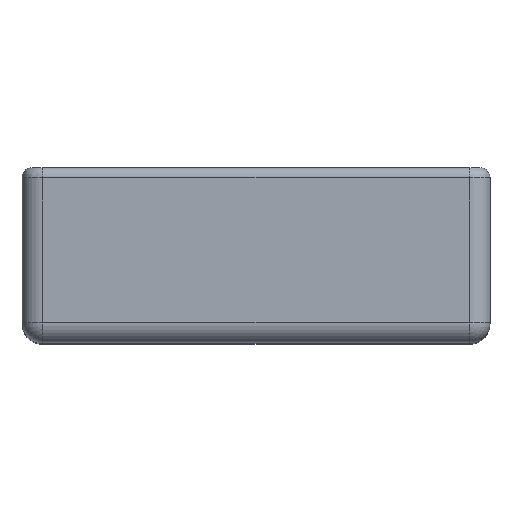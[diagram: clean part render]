
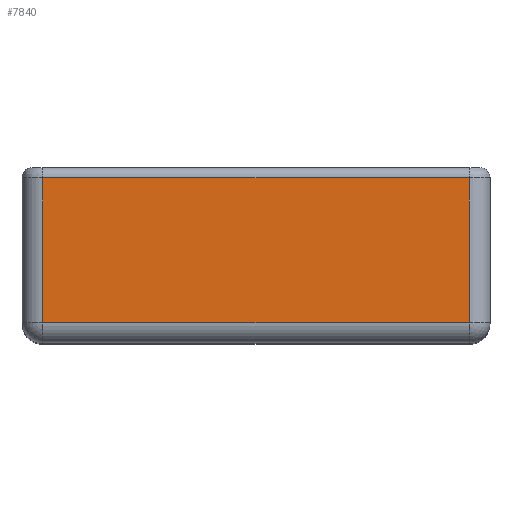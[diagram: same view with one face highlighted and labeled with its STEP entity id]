
A CAD part, top view. The second image highlights one B-rep face of the part: STEP entity #7840.
In plain terms, the highlighted planar face has unit normal (0, 0, 1).
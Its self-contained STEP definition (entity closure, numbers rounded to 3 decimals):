
#1035=FACE_OUTER_BOUND('',#1506,.T.);
#1506=EDGE_LOOP('',(#7146,#7147,#7148,#7149));
#2203=LINE('',#13754,#2967);
#2206=LINE('',#13786,#2970);
#2271=LINE('',#13943,#3035);
#2273=LINE('',#13956,#3037);
#2967=VECTOR('',#9401,10.);
#2970=VECTOR('',#9418,10.);
#3035=VECTOR('',#9581,10.);
#3037=VECTOR('',#9601,10.);
#3733=VERTEX_POINT('',#13747);
#3734=VERTEX_POINT('',#13751);
#3738=VERTEX_POINT('',#13784);
#3781=VERTEX_POINT('',#13941);
#4819=EDGE_CURVE('',#3733,#3734,#2203,.T.);
#4827=EDGE_CURVE('',#3738,#3733,#2206,.T.);
#4905=EDGE_CURVE('',#3781,#3738,#2271,.T.);
#4911=EDGE_CURVE('',#3734,#3781,#2273,.T.);
#7146=ORIENTED_EDGE('',*,*,#4819,.F.);
#7147=ORIENTED_EDGE('',*,*,#4827,.F.);
#7148=ORIENTED_EDGE('',*,*,#4905,.F.);
#7149=ORIENTED_EDGE('',*,*,#4911,.F.);
#7413=PLANE('',#8189);
#7840=ADVANCED_FACE('',(#1035),#7413,.T.);
#8189=AXIS2_PLACEMENT_3D('',#13955,#9599,#9600);
#9401=DIRECTION('',(1.,0.,0.));
#9418=DIRECTION('',(0.,1.,0.));
#9581=DIRECTION('',(-1.,0.,0.));
#9599=DIRECTION('center_axis',(0.,0.,1.));
#9600=DIRECTION('ref_axis',(1.,0.,0.));
#9601=DIRECTION('',(0.,-1.,0.));
#13747=CARTESIAN_POINT('',(-20.6,16.,27.85));
#13751=CARTESIAN_POINT('',(20.6,16.,27.85));
#13754=CARTESIAN_POINT('',(-11.3,16.,27.85));
#13784=CARTESIAN_POINT('',(-20.6,2.,27.85));
#13786=CARTESIAN_POINT('',(-20.6,0.,27.85));
#13941=CARTESIAN_POINT('',(20.6,2.,27.85));
#13943=CARTESIAN_POINT('',(-11.3,2.,27.85));
#13955=CARTESIAN_POINT('Origin',(-22.6,0.,27.85));
#13956=CARTESIAN_POINT('',(20.6,0.,27.85));
